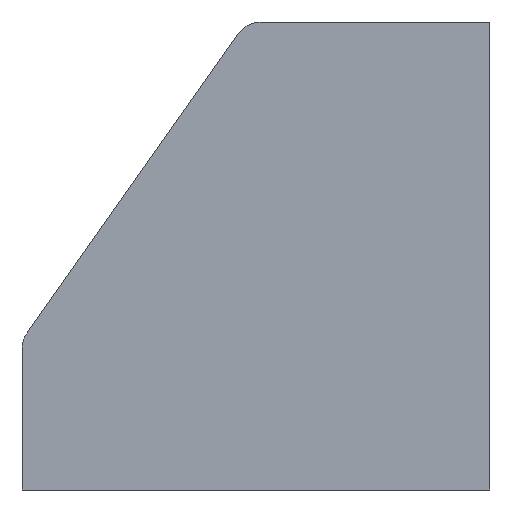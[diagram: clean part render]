
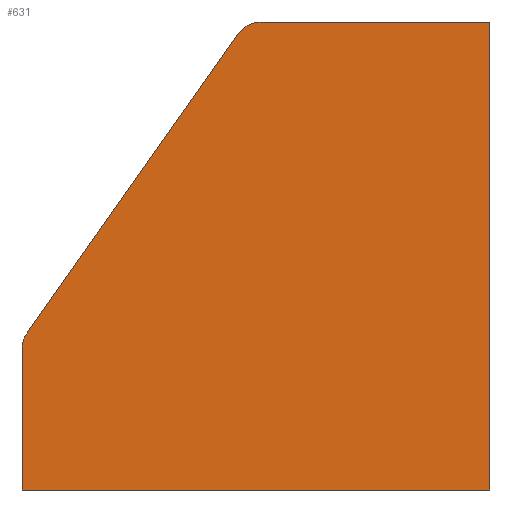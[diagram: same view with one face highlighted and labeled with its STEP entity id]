
A CAD part, front view. The second image highlights one B-rep face of the part: STEP entity #631.
In plain terms, the highlighted planar face has unit normal (0, -1, 0).
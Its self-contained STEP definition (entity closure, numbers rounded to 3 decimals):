
#465=CARTESIAN_POINT('',(-13.448,-19.0,24.365));
#466=VERTEX_POINT('',#465);
#467=CARTESIAN_POINT('',(-12.223,-19.0,25.0));
#468=VERTEX_POINT('',#467);
#469=CARTESIAN_POINT('',(-12.223,-19.0,23.5));
#470=DIRECTION('',(0.0,1.,0.0));
#471=DIRECTION('',(-0.46,0.0,0.888));
#472=AXIS2_PLACEMENT_3D('',#469,#470,#471);
#473=CIRCLE('',#472,1.5);
#474=EDGE_CURVE('',#466,#468,#473,.T.);
#524=CARTESIAN_POINT('',(0.,-19.0,25.0));
#525=VERTEX_POINT('',#524);
#526=CARTESIAN_POINT('',(-12.223,-19.0,25.0));
#527=DIRECTION('',(1.0,0.0,0.0));
#528=VECTOR('',#527,12.223);
#529=LINE('',#526,#528);
#530=EDGE_CURVE('',#468,#525,#529,.T.);
#583=CARTESIAN_POINT('',(-10.809,-19.0,11.032));
#584=DIRECTION('',(0.0,1.0,0.0));
#585=DIRECTION('',(-1.0,0.0,0.0));
#586=AXIS2_PLACEMENT_3D('',#583,#584,#585);
#587=PLANE('',#586);
#588=ORIENTED_EDGE('',*,*,#474,.F.);
#589=CARTESIAN_POINT('',(-24.725,-19.0,8.389));
#590=VERTEX_POINT('',#589);
#591=CARTESIAN_POINT('',(-24.725,-19.0,8.389));
#592=DIRECTION('',(0.577,0.0,0.817));
#593=VECTOR('',#592,19.555);
#594=LINE('',#591,#593);
#595=EDGE_CURVE('',#590,#466,#594,.T.);
#596=ORIENTED_EDGE('',*,*,#595,.F.);
#597=CARTESIAN_POINT('',(-25.,-19.0,7.524));
#598=VERTEX_POINT('',#597);
#599=CARTESIAN_POINT('',(-23.5,-19.0,7.524));
#600=DIRECTION('',(0.0,1.0,0.0));
#601=DIRECTION('',(-0.953,0.0,0.303));
#602=AXIS2_PLACEMENT_3D('',#599,#600,#601);
#603=CIRCLE('',#602,1.5);
#604=EDGE_CURVE('',#598,#590,#603,.T.);
#605=ORIENTED_EDGE('',*,*,#604,.F.);
#606=CARTESIAN_POINT('',(-25.0,-19.0,0.0));
#607=VERTEX_POINT('',#606);
#608=CARTESIAN_POINT('',(-25.,-19.0,0.0));
#609=DIRECTION('',(0.0,0.0,1.0));
#610=VECTOR('',#609,7.524);
#611=LINE('',#608,#610);
#612=EDGE_CURVE('',#607,#598,#611,.T.);
#613=ORIENTED_EDGE('',*,*,#612,.F.);
#614=CARTESIAN_POINT('',(0.0,-19.0,0.));
#615=VERTEX_POINT('',#614);
#616=CARTESIAN_POINT('',(0.0,-19.0,0.0));
#617=DIRECTION('',(-1.0,0.0,0.0));
#618=VECTOR('',#617,25.0);
#619=LINE('',#616,#618);
#620=EDGE_CURVE('',#615,#607,#619,.T.);
#621=ORIENTED_EDGE('',*,*,#620,.F.);
#622=CARTESIAN_POINT('',(0.,-19.0,25.0));
#623=DIRECTION('',(0.0,0.0,-1.0));
#624=VECTOR('',#623,25.0);
#625=LINE('',#622,#624);
#626=EDGE_CURVE('',#525,#615,#625,.T.);
#627=ORIENTED_EDGE('',*,*,#626,.F.);
#628=ORIENTED_EDGE('',*,*,#530,.F.);
#629=EDGE_LOOP('',(#588,#596,#605,#613,#621,#627,#628));
#630=FACE_OUTER_BOUND('',#629,.T.);
#631=ADVANCED_FACE('',(#630),#587,.F.);
